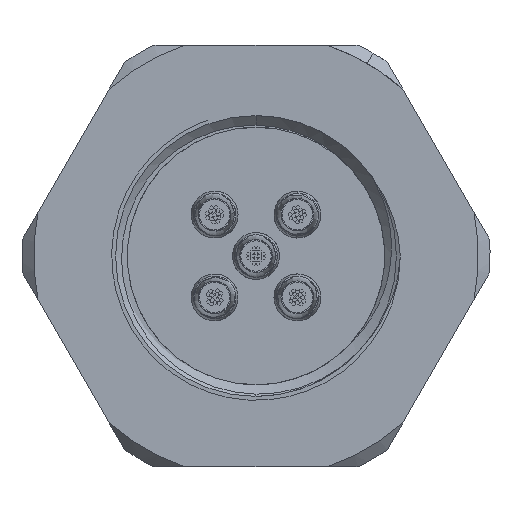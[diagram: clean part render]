
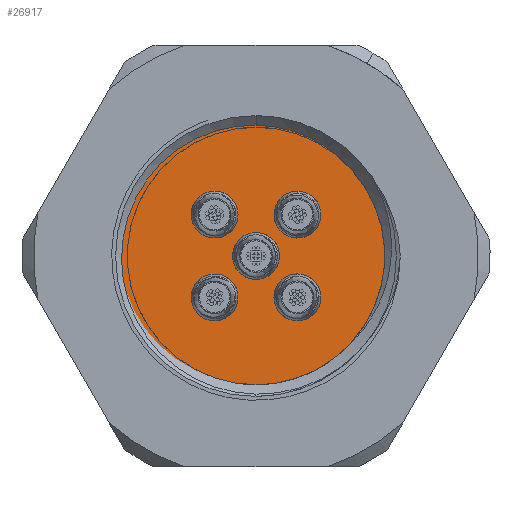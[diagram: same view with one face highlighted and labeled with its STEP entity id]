
A CAD part, left-side view. The second image highlights one B-rep face of the part: STEP entity #26917.
In plain terms, the highlighted planar face has unit normal (-1, 0, 0).
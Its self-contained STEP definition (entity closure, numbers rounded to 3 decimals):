
#272 = VERTEX_POINT ( 'NONE', #19271 ) ;
#471 = CARTESIAN_POINT ( 'NONE',  ( -13., 1.068, -1.768 ) ) ;
#539 = ORIENTED_EDGE ( 'NONE', *, *, #29800, .F. ) ;
#852 = DIRECTION ( 'NONE',  ( -1., 0., 0. ) ) ;
#956 = CARTESIAN_POINT ( 'NONE',  ( -13., 0., 0. ) ) ;
#1112 = CARTESIAN_POINT ( 'NONE',  ( -13., -6., 0. ) ) ;
#1582 = DIRECTION ( 'NONE',  ( 0., -1., 0. ) ) ;
#1827 = CIRCLE ( 'NONE', #29633, 0.7 ) ;
#2142 = DIRECTION ( 'NONE',  ( 0., -1., 0. ) ) ;
#3028 = DIRECTION ( 'NONE',  ( 0., 1., 0. ) ) ;
#4007 = CIRCLE ( 'NONE', #26113, 0.7 ) ;
#4899 = AXIS2_PLACEMENT_3D ( 'NONE', #33066, #30127, #3028 ) ;
#4903 = DIRECTION ( 'NONE',  ( -1., 0., 0. ) ) ;
#5104 = CARTESIAN_POINT ( 'NONE',  ( -13., -1.768, 1.768 ) ) ;
#5233 = DIRECTION ( 'NONE',  ( 0., -1., 0. ) ) ;
#5331 = CARTESIAN_POINT ( 'NONE',  ( -13., 1.768, -1.768 ) ) ;
#5837 = VERTEX_POINT ( 'NONE', #6051 ) ;
#6051 = CARTESIAN_POINT ( 'NONE',  ( -13., -0.7, 0. ) ) ;
#6193 = AXIS2_PLACEMENT_3D ( 'NONE', #24909, #6522, #7085 ) ;
#6285 = DIRECTION ( 'NONE',  ( -1., 0., 0. ) ) ;
#6522 = DIRECTION ( 'NONE',  ( -1., 0., 0. ) ) ;
#6640 = DIRECTION ( 'NONE',  ( 0., -1., 0. ) ) ;
#7085 = DIRECTION ( 'NONE',  ( 0., -1., 0. ) ) ;
#8040 = CIRCLE ( 'NONE', #4899, 6. ) ;
#8089 = CARTESIAN_POINT ( 'NONE',  ( -13., -2.468, -1.768 ) ) ;
#8684 = CIRCLE ( 'NONE', #29586, 0.7 ) ;
#8695 = EDGE_CURVE ( 'NONE', #17188, #20690, #13020, .T. ) ;
#9537 = CIRCLE ( 'NONE', #14618, 0.7 ) ;
#9792 = CARTESIAN_POINT ( 'NONE',  ( -13., 1.768, 1.768 ) ) ;
#10172 = CIRCLE ( 'NONE', #32290, 0.7 ) ;
#10612 = AXIS2_PLACEMENT_3D ( 'NONE', #16414, #15846, #36760 ) ;
#10631 = VERTEX_POINT ( 'NONE', #8089 ) ;
#10860 = VERTEX_POINT ( 'NONE', #36110 ) ;
#11567 = CARTESIAN_POINT ( 'NONE',  ( -13., 2.468, -1.768 ) ) ;
#11732 = ORIENTED_EDGE ( 'NONE', *, *, #13160, .F. ) ;
#12685 = AXIS2_PLACEMENT_3D ( 'NONE', #16741, #26593, #5233 ) ;
#12774 = ORIENTED_EDGE ( 'NONE', *, *, #29732, .F. ) ;
#12877 = FACE_OUTER_BOUND ( 'NONE', #17933, .T. ) ;
#13020 = CIRCLE ( 'NONE', #35088, 0.7 ) ;
#13160 = EDGE_CURVE ( 'NONE', #5837, #30511, #1827, .T. ) ;
#13420 = DIRECTION ( 'NONE',  ( -1., 0., 0. ) ) ;
#14133 = EDGE_LOOP ( 'NONE', ( #539, #17361 ) ) ;
#14563 = CIRCLE ( 'NONE', #12685, 0.7 ) ;
#14618 = AXIS2_PLACEMENT_3D ( 'NONE', #21916, #27888, #16597 ) ;
#14780 = EDGE_CURVE ( 'NONE', #10860, #10631, #14563, .T. ) ;
#15095 = CIRCLE ( 'NONE', #10612, 6. ) ;
#15527 = CARTESIAN_POINT ( 'NONE',  ( -13., -2.468, 1.768 ) ) ;
#15846 = DIRECTION ( 'NONE',  ( 1., 0., 0. ) ) ;
#16029 = FACE_BOUND ( 'NONE', #38907, .T. ) ;
#16322 = EDGE_CURVE ( 'NONE', #25528, #23500, #4007, .T. ) ;
#16414 = CARTESIAN_POINT ( 'NONE',  ( -13., 0., 0. ) ) ;
#16597 = DIRECTION ( 'NONE',  ( 0., -1., 0. ) ) ;
#16741 = CARTESIAN_POINT ( 'NONE',  ( -13., -1.768, -1.768 ) ) ;
#17186 = DIRECTION ( 'NONE',  ( -1., 0., 0. ) ) ;
#17188 = VERTEX_POINT ( 'NONE', #11567 ) ;
#17361 = ORIENTED_EDGE ( 'NONE', *, *, #14780, .F. ) ;
#17385 = DIRECTION ( 'NONE',  ( 0., -1., 0. ) ) ;
#17914 = VERTEX_POINT ( 'NONE', #1112 ) ;
#17933 = EDGE_LOOP ( 'NONE', ( #34938, #31832 ) ) ;
#18210 = ORIENTED_EDGE ( 'NONE', *, *, #20855, .F. ) ;
#18406 = ORIENTED_EDGE ( 'NONE', *, *, #24714, .F. ) ;
#18418 = ORIENTED_EDGE ( 'NONE', *, *, #16322, .F. ) ;
#18710 = EDGE_LOOP ( 'NONE', ( #23434, #12774 ) ) ;
#19133 = DIRECTION ( 'NONE',  ( 0., -1., 0. ) ) ;
#19271 = CARTESIAN_POINT ( 'NONE',  ( -13., 1.068, 1.768 ) ) ;
#19367 = EDGE_LOOP ( 'NONE', ( #18210, #18418 ) ) ;
#19551 = CARTESIAN_POINT ( 'NONE',  ( -13., -1.768, 1.768 ) ) ;
#19980 = DIRECTION ( 'NONE',  ( 0., -1., 0. ) ) ;
#20690 = VERTEX_POINT ( 'NONE', #471 ) ;
#20855 = EDGE_CURVE ( 'NONE', #23500, #25528, #28156, .T. ) ;
#21590 = DIRECTION ( 'NONE',  ( 0., -1., 0. ) ) ;
#21685 = EDGE_LOOP ( 'NONE', ( #28921, #33503 ) ) ;
#21916 = CARTESIAN_POINT ( 'NONE',  ( -13., 1.768, 1.768 ) ) ;
#23434 = ORIENTED_EDGE ( 'NONE', *, *, #31764, .F. ) ;
#23500 = VERTEX_POINT ( 'NONE', #15527 ) ;
#23736 = CARTESIAN_POINT ( 'NONE',  ( -13., 6., 0. ) ) ;
#24092 = CARTESIAN_POINT ( 'NONE',  ( -13., 1.768, -1.768 ) ) ;
#24577 = EDGE_CURVE ( 'NONE', #20690, #17188, #8684, .T. ) ;
#24714 = EDGE_CURVE ( 'NONE', #30511, #5837, #38392, .T. ) ;
#24909 = CARTESIAN_POINT ( 'NONE',  ( -13., 0., 0. ) ) ;
#25293 = FACE_BOUND ( 'NONE', #18710, .T. ) ;
#25338 = CARTESIAN_POINT ( 'NONE',  ( -13., 0., 0. ) ) ;
#25528 = VERTEX_POINT ( 'NONE', #36655 ) ;
#26113 = AXIS2_PLACEMENT_3D ( 'NONE', #19551, #17186, #17385 ) ;
#26265 = EDGE_CURVE ( 'NONE', #37614, #17914, #8040, .T. ) ;
#26593 = DIRECTION ( 'NONE',  ( -1., 0., 0. ) ) ;
#26917 = ADVANCED_FACE ( 'NONE', ( #27897, #25293, #16029, #28275, #34174, #12877 ), #34369, .T. ) ;
#27546 = EDGE_CURVE ( 'NONE', #17914, #37614, #15095, .T. ) ;
#27888 = DIRECTION ( 'NONE',  ( -1., 0., 0. ) ) ;
#27897 = FACE_BOUND ( 'NONE', #21685, .T. ) ;
#27956 = VERTEX_POINT ( 'NONE', #29599 ) ;
#28156 = CIRCLE ( 'NONE', #33794, 0.7 ) ;
#28275 = FACE_BOUND ( 'NONE', #14133, .T. ) ;
#28921 = ORIENTED_EDGE ( 'NONE', *, *, #24577, .F. ) ;
#29090 = DIRECTION ( 'NONE',  ( -1., 0., 0. ) ) ;
#29586 = AXIS2_PLACEMENT_3D ( 'NONE', #5331, #29090, #19980 ) ;
#29599 = CARTESIAN_POINT ( 'NONE',  ( -13., 2.468, 1.768 ) ) ;
#29633 = AXIS2_PLACEMENT_3D ( 'NONE', #956, #13420, #19133 ) ;
#29732 = EDGE_CURVE ( 'NONE', #27956, #272, #9537, .T. ) ;
#29800 = EDGE_CURVE ( 'NONE', #10631, #10860, #10172, .T. ) ;
#29881 = CARTESIAN_POINT ( 'NONE',  ( -13., 0.7, 0. ) ) ;
#30127 = DIRECTION ( 'NONE',  ( 1., 0., 0. ) ) ;
#30188 = DIRECTION ( 'NONE',  ( -1., 0., 0. ) ) ;
#30208 = AXIS2_PLACEMENT_3D ( 'NONE', #25338, #852, #21590 ) ;
#30511 = VERTEX_POINT ( 'NONE', #29881 ) ;
#31106 = AXIS2_PLACEMENT_3D ( 'NONE', #9792, #30188, #6640 ) ;
#31764 = EDGE_CURVE ( 'NONE', #272, #27956, #38683, .T. ) ;
#31832 = ORIENTED_EDGE ( 'NONE', *, *, #27546, .F. ) ;
#32290 = AXIS2_PLACEMENT_3D ( 'NONE', #35527, #4903, #2142 ) ;
#33066 = CARTESIAN_POINT ( 'NONE',  ( -13., 0., 0. ) ) ;
#33503 = ORIENTED_EDGE ( 'NONE', *, *, #8695, .F. ) ;
#33794 = AXIS2_PLACEMENT_3D ( 'NONE', #5104, #37920, #1582 ) ;
#34174 = FACE_BOUND ( 'NONE', #19367, .T. ) ;
#34369 = PLANE ( 'NONE',  #6193 ) ;
#34938 = ORIENTED_EDGE ( 'NONE', *, *, #26265, .F. ) ;
#35088 = AXIS2_PLACEMENT_3D ( 'NONE', #24092, #6285, #38912 ) ;
#35527 = CARTESIAN_POINT ( 'NONE',  ( -13., -1.768, -1.768 ) ) ;
#36110 = CARTESIAN_POINT ( 'NONE',  ( -13., -1.068, -1.768 ) ) ;
#36655 = CARTESIAN_POINT ( 'NONE',  ( -13., -1.068, 1.768 ) ) ;
#36760 = DIRECTION ( 'NONE',  ( 0., 1., 0. ) ) ;
#37614 = VERTEX_POINT ( 'NONE', #23736 ) ;
#37920 = DIRECTION ( 'NONE',  ( -1., 0., 0. ) ) ;
#38392 = CIRCLE ( 'NONE', #30208, 0.7 ) ;
#38683 = CIRCLE ( 'NONE', #31106, 0.7 ) ;
#38907 = EDGE_LOOP ( 'NONE', ( #11732, #18406 ) ) ;
#38912 = DIRECTION ( 'NONE',  ( 0., -1., 0. ) ) ;
